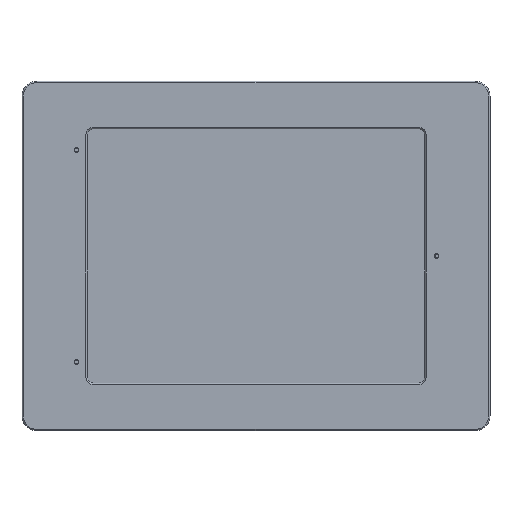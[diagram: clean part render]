
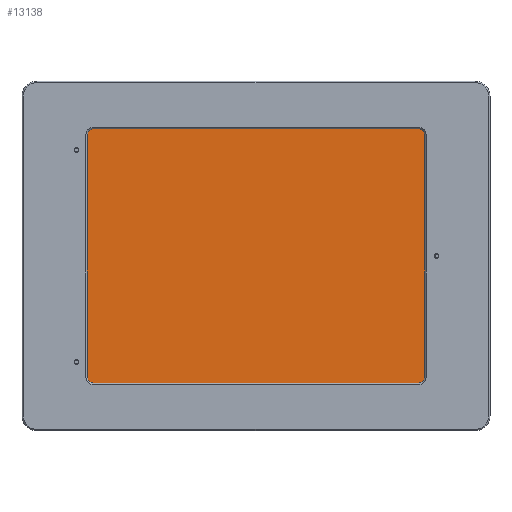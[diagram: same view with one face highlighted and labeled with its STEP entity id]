
A CAD part, top view. The second image highlights one B-rep face of the part: STEP entity #13138.
In plain terms, the highlighted planar face has unit normal (0, 0, 1).
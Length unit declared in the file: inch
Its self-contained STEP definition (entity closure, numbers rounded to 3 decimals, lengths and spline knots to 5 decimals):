
#354=PLANE('',#13944);
#939=FACE_OUTER_BOUND('',#1681,.T.);
#1681=EDGE_LOOP('',(#9176,#9177,#9178,#9179,#9180,#9181,#9182,#9183));
#2464=CIRCLE('',#13945,0.15);
#2465=CIRCLE('',#13946,0.15);
#2466=CIRCLE('',#13947,0.15);
#2467=CIRCLE('',#13948,0.15);
#3010=LINE('',#22295,#4253);
#3011=LINE('',#22299,#4254);
#3012=LINE('',#22303,#4255);
#3013=LINE('',#22306,#4256);
#4253=VECTOR('',#15231,0.3937);
#4254=VECTOR('',#15234,0.3937);
#4255=VECTOR('',#15237,0.3937);
#4256=VECTOR('',#15240,0.3937);
#5651=VERTEX_POINT('',#22291);
#5652=VERTEX_POINT('',#22292);
#5653=VERTEX_POINT('',#22294);
#5654=VERTEX_POINT('',#22296);
#5655=VERTEX_POINT('',#22298);
#5656=VERTEX_POINT('',#22300);
#5657=VERTEX_POINT('',#22302);
#5658=VERTEX_POINT('',#22304);
#6987=EDGE_CURVE('',#5651,#5652,#2464,.T.);
#6988=EDGE_CURVE('',#5653,#5651,#3010,.T.);
#6989=EDGE_CURVE('',#5654,#5653,#2465,.T.);
#6990=EDGE_CURVE('',#5655,#5654,#3011,.T.);
#6991=EDGE_CURVE('',#5656,#5655,#2466,.T.);
#6992=EDGE_CURVE('',#5657,#5656,#3012,.T.);
#6993=EDGE_CURVE('',#5658,#5657,#2467,.T.);
#6994=EDGE_CURVE('',#5652,#5658,#3013,.T.);
#9176=ORIENTED_EDGE('',*,*,#6987,.F.);
#9177=ORIENTED_EDGE('',*,*,#6988,.F.);
#9178=ORIENTED_EDGE('',*,*,#6989,.F.);
#9179=ORIENTED_EDGE('',*,*,#6990,.F.);
#9180=ORIENTED_EDGE('',*,*,#6991,.F.);
#9181=ORIENTED_EDGE('',*,*,#6992,.F.);
#9182=ORIENTED_EDGE('',*,*,#6993,.F.);
#9183=ORIENTED_EDGE('',*,*,#6994,.F.);
#13138=ADVANCED_FACE('',(#939),#354,.T.);
#13944=AXIS2_PLACEMENT_3D('',#22290,#15227,#15228);
#13945=AXIS2_PLACEMENT_3D('',#22293,#15229,#15230);
#13946=AXIS2_PLACEMENT_3D('',#22297,#15232,#15233);
#13947=AXIS2_PLACEMENT_3D('',#22301,#15235,#15236);
#13948=AXIS2_PLACEMENT_3D('',#22305,#15238,#15239);
#15227=DIRECTION('center_axis',(0.,0.,
1.));
#15228=DIRECTION('ref_axis',(1.,0.,0.));
#15229=DIRECTION('center_axis',(0.,0.,
-1.));
#15230=DIRECTION('ref_axis',(0.,1.,0.));
#15231=DIRECTION('',(0.,-1.,0.));
#15232=DIRECTION('center_axis',(0.,0.,
-1.));
#15233=DIRECTION('ref_axis',(-1.,0.,0.));
#15234=DIRECTION('',(1.,0.,0.));
#15235=DIRECTION('center_axis',(0.,0.,
-1.));
#15236=DIRECTION('ref_axis',(0.,-1.,0.));
#15237=DIRECTION('',(0.,1.,0.));
#15238=DIRECTION('center_axis',(0.,0.,
-1.));
#15239=DIRECTION('ref_axis',(1.,0.,0.));
#15240=DIRECTION('',(-1.,0.,0.));
#22290=CARTESIAN_POINT('Origin',(11.38317,4.56343,0.6));
#22291=CARTESIAN_POINT('',(15.63943,1.35461,0.6));
#22292=CARTESIAN_POINT('',(15.48943,1.20461,0.6));
#22293=CARTESIAN_POINT('Origin',(15.48943,1.35461,0.6));
#22294=CARTESIAN_POINT('',(15.63943,7.49894,0.6));
#22295=CARTESIAN_POINT('',(15.63943,6.03118,0.6));
#22296=CARTESIAN_POINT('',(15.48943,7.64894,0.6));
#22297=CARTESIAN_POINT('Origin',(15.48943,7.49894,0.6));
#22298=CARTESIAN_POINT('',(7.24392,7.64894,0.6));
#22299=CARTESIAN_POINT('',(9.31355,7.64894,0.6));
#22300=CARTESIAN_POINT('',(7.09392,7.49894,0.6));
#22301=CARTESIAN_POINT('Origin',(7.24392,7.49894,0.6));
#22302=CARTESIAN_POINT('',(7.09392,1.35461,0.6));
#22303=CARTESIAN_POINT('',(7.09392,2.95902,0.6));
#22304=CARTESIAN_POINT('',(7.24392,1.20461,0.6));
#22305=CARTESIAN_POINT('Origin',(7.24392,1.35461,0.6));
#22306=CARTESIAN_POINT('',(13.4363,1.20461,0.6));
